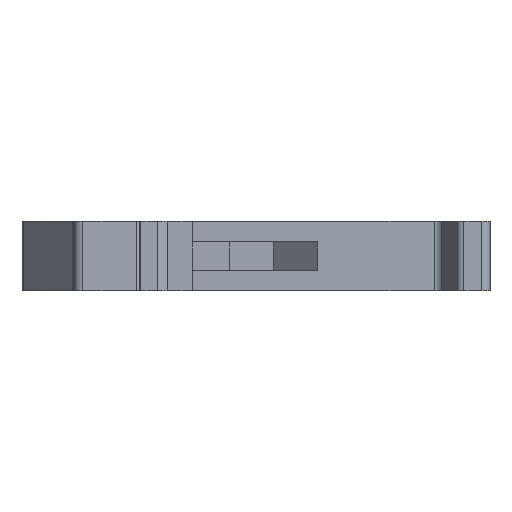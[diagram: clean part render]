
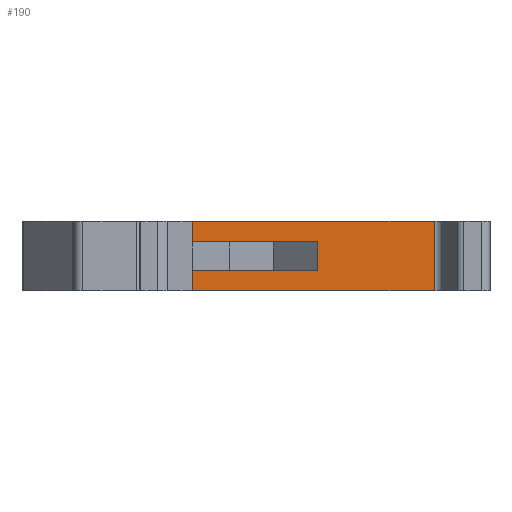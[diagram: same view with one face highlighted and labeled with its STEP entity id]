
A CAD part, left-side view. The second image highlights one B-rep face of the part: STEP entity #190.
In plain terms, the highlighted planar face has unit normal (-1, 0, 0).
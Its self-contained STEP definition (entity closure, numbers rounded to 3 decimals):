
#190=ADVANCED_FACE('',(#1217),#1219,.T.);
#1217=FACE_BOUND('',#1218,.T.);
#1218=EDGE_LOOP('',(#2103,#2104,#2105,#2106,#2107,#2108,#2109,#2110));
#1219=PLANE('',#1220);
#1220=AXIS2_PLACEMENT_3D('',#1221,#1222,#1223);
#1221=CARTESIAN_POINT('',(-111.221,367.855,0.));
#1222=DIRECTION('',(-1.,0.,0.));
#1223=DIRECTION('',(0.,0.,1.));
#2103=ORIENTED_EDGE('',*,*,#2415,.T.);
#2104=ORIENTED_EDGE('',*,*,#2687,.T.);
#2105=ORIENTED_EDGE('',*,*,#2781,.F.);
#2106=ORIENTED_EDGE('',*,*,#2678,.T.);
#2107=ORIENTED_EDGE('',*,*,#2778,.T.);
#2108=ORIENTED_EDGE('',*,*,#2779,.T.);
#2109=ORIENTED_EDGE('',*,*,#2681,.F.);
#2110=ORIENTED_EDGE('',*,*,#2676,.T.);
#2415=EDGE_CURVE('',#2967,#2965,#2968,.T.);
#2676=EDGE_CURVE('',#3406,#2967,#3407,.T.);
#2678=EDGE_CURVE('',#3410,#3408,#3411,.T.);
#2681=EDGE_CURVE('',#3406,#3415,#3416,.T.);
#2687=EDGE_CURVE('',#2965,#3423,#3425,.T.);
#2778=EDGE_CURVE('',#3408,#3560,#3562,.T.);
#2779=EDGE_CURVE('',#3560,#3415,#3563,.T.);
#2781=EDGE_CURVE('',#3410,#3423,#3565,.T.);
#2965=VERTEX_POINT('',#3950);
#2967=VERTEX_POINT('',#3955);
#2968=LINE('',#3956,#3957);
#3406=VERTEX_POINT('',#4976);
#3407=LINE('',#4977,#4978);
#3408=VERTEX_POINT('',#4980);
#3410=VERTEX_POINT('',#4984);
#3411=LINE('',#4985,#4986);
#3415=VERTEX_POINT('',#4995);
#3416=LINE('',#4996,#4997);
#3423=VERTEX_POINT('',#5014);
#3425=LINE('',#5019,#5020);
#3560=VERTEX_POINT('',#5352);
#3562=LINE('',#5356,#5357);
#3563=LINE('',#5359,#5360);
#3565=LINE('',#5365,#5366);
#3950=CARTESIAN_POINT('',(-111.221,354.027,0.));
#3955=CARTESIAN_POINT('',(-111.221,382.71,0.));
#3956=CARTESIAN_POINT('',(-111.221,382.71,0.));
#3957=VECTOR('',#3958,1.);
#3958=DIRECTION('',(0.,-1.,0.));
#4976=CARTESIAN_POINT('',(-111.221,382.71,2.375));
#4977=CARTESIAN_POINT('',(-111.221,382.71,2.375));
#4978=VECTOR('',#4979,1.);
#4979=DIRECTION('',(0.,0.,-1.));
#4980=CARTESIAN_POINT('',(-111.221,382.71,5.775));
#4984=CARTESIAN_POINT('',(-111.221,382.71,8.2));
#4985=CARTESIAN_POINT('',(-111.221,382.71,8.2));
#4986=VECTOR('',#4987,1.);
#4987=DIRECTION('',(0.,0.,-1.));
#4995=CARTESIAN_POINT('',(-111.221,367.855,2.375));
#4996=CARTESIAN_POINT('',(-111.221,382.71,2.375));
#4997=VECTOR('',#4998,1.);
#4998=DIRECTION('',(0.,-1.,0.));
#5014=CARTESIAN_POINT('',(-111.221,354.027,8.2));
#5019=CARTESIAN_POINT('',(-111.221,354.027,0.));
#5020=VECTOR('',#5021,1.);
#5021=DIRECTION('',(0.,0.,1.));
#5352=CARTESIAN_POINT('',(-111.221,367.855,5.775));
#5356=CARTESIAN_POINT('',(-111.221,382.71,5.775));
#5357=VECTOR('',#5358,1.);
#5358=DIRECTION('',(0.,-1.,0.));
#5359=CARTESIAN_POINT('',(-111.221,367.855,5.775));
#5360=VECTOR('',#5361,1.);
#5361=DIRECTION('',(0.,0.,-1.));
#5365=CARTESIAN_POINT('',(-111.221,382.71,8.2));
#5366=VECTOR('',#5367,1.);
#5367=DIRECTION('',(0.,-1.,0.));
